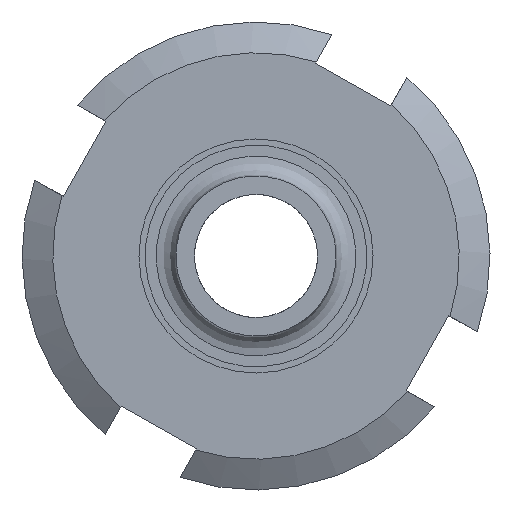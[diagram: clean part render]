
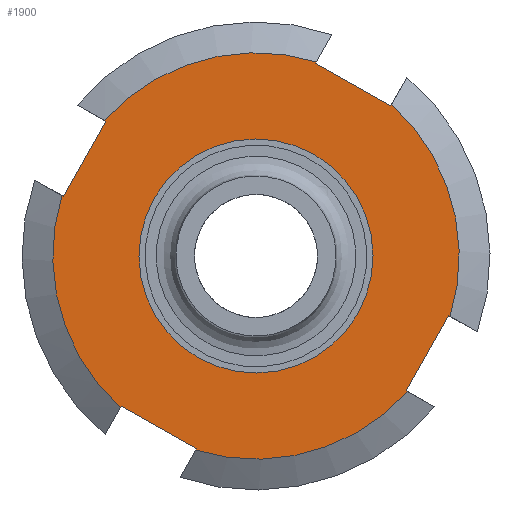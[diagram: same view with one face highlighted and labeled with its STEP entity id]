
A CAD part, left-side view. The second image highlights one B-rep face of the part: STEP entity #1900.
In plain terms, the highlighted face is planar.
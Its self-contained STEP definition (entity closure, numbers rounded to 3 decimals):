
#836=CARTESIAN_POINT('',(0.0,3.5,-16.));
#837=VERTEX_POINT('',#836);
#838=CARTESIAN_POINT('',(0.0,3.5,-16.125));
#839=VERTEX_POINT('',#838);
#840=CARTESIAN_POINT('',(0.0,3.5,-16.));
#841=DIRECTION('',(0.0,0.0,-1.0));
#842=VECTOR('',#841,0.125);
#843=LINE('',#840,#842);
#844=EDGE_CURVE('',#837,#839,#843,.T.);
#906=CARTESIAN_POINT('',(0.0,-3.5,-16.125));
#907=VERTEX_POINT('',#906);
#908=CARTESIAN_POINT('',(0.0,-3.5,-16.));
#909=VERTEX_POINT('',#908);
#910=CARTESIAN_POINT('',(0.0,-3.5,-16.125));
#911=DIRECTION('',(0.0,0.0,1.0));
#912=VECTOR('',#911,0.125);
#913=LINE('',#910,#912);
#914=EDGE_CURVE('',#907,#909,#913,.T.);
#976=CARTESIAN_POINT('',(0.0,-3.5,-16.));
#977=DIRECTION('',(0.0,1.0,0.0));
#978=VECTOR('',#977,7.0);
#979=LINE('',#976,#978);
#980=EDGE_CURVE('',#909,#837,#979,.T.);
#998=CARTESIAN_POINT('',(0.0,-16.,-3.5));
#999=VERTEX_POINT('',#998);
#1000=CARTESIAN_POINT('',(0.0,-16.125,-3.5));
#1001=VERTEX_POINT('',#1000);
#1002=CARTESIAN_POINT('',(0.0,-16.,-3.5));
#1003=DIRECTION('',(0.0,-1.0,0.0));
#1004=VECTOR('',#1003,0.125);
#1005=LINE('',#1002,#1004);
#1006=EDGE_CURVE('',#999,#1001,#1005,.T.);
#1068=CARTESIAN_POINT('',(0.0,-16.125,3.5));
#1069=VERTEX_POINT('',#1068);
#1070=CARTESIAN_POINT('',(0.0,-16.,3.5));
#1071=VERTEX_POINT('',#1070);
#1072=CARTESIAN_POINT('',(0.0,-16.125,3.5));
#1073=DIRECTION('',(0.0,1.0,0.0));
#1074=VECTOR('',#1073,0.125);
#1075=LINE('',#1072,#1074);
#1076=EDGE_CURVE('',#1069,#1071,#1075,.T.);
#1138=CARTESIAN_POINT('',(0.0,-16.,3.5));
#1139=DIRECTION('',(0.0,0.0,-1.0));
#1140=VECTOR('',#1139,7.);
#1141=LINE('',#1138,#1140);
#1142=EDGE_CURVE('',#1071,#999,#1141,.T.);
#1160=CARTESIAN_POINT('',(0.0,-3.5,16.));
#1161=VERTEX_POINT('',#1160);
#1162=CARTESIAN_POINT('',(0.0,-3.5,16.125));
#1163=VERTEX_POINT('',#1162);
#1164=CARTESIAN_POINT('',(0.0,-3.5,16.));
#1165=DIRECTION('',(0.0,0.0,1.0));
#1166=VECTOR('',#1165,0.125);
#1167=LINE('',#1164,#1166);
#1168=EDGE_CURVE('',#1161,#1163,#1167,.T.);
#1230=CARTESIAN_POINT('',(0.0,3.5,16.125));
#1231=VERTEX_POINT('',#1230);
#1232=CARTESIAN_POINT('',(0.0,3.5,16.));
#1233=VERTEX_POINT('',#1232);
#1234=CARTESIAN_POINT('',(0.0,3.5,16.125));
#1235=DIRECTION('',(0.0,0.0,-1.0));
#1236=VECTOR('',#1235,0.125);
#1237=LINE('',#1234,#1236);
#1238=EDGE_CURVE('',#1231,#1233,#1237,.T.);
#1300=CARTESIAN_POINT('',(0.0,3.5,16.));
#1301=DIRECTION('',(0.0,-1.0,0.0));
#1302=VECTOR('',#1301,7.0);
#1303=LINE('',#1300,#1302);
#1304=EDGE_CURVE('',#1233,#1161,#1303,.T.);
#1323=CARTESIAN_POINT('',(0.0,16.125,3.5));
#1324=VERTEX_POINT('',#1323);
#1325=CARTESIAN_POINT('',(0.0,0.0,0.0));
#1326=DIRECTION('',(1.0,0.0,0.0));
#1327=DIRECTION('',(0.0,1.0,0.0));
#1328=AXIS2_PLACEMENT_3D('',#1325,#1326,#1327);
#1329=CIRCLE('',#1328,16.5);
#1330=EDGE_CURVE('',#1324,#1231,#1329,.T.);
#1363=CARTESIAN_POINT('',(0.0,0.0,0.0));
#1364=DIRECTION('',(1.0,0.0,0.0));
#1365=DIRECTION('',(0.0,1.0,0.0));
#1366=AXIS2_PLACEMENT_3D('',#1363,#1364,#1365);
#1367=CIRCLE('',#1366,16.5);
#1368=EDGE_CURVE('',#1163,#1069,#1367,.T.);
#1387=CARTESIAN_POINT('',(0.0,0.0,0.0));
#1388=DIRECTION('',(1.0,0.0,0.0));
#1389=DIRECTION('',(0.0,1.0,0.0));
#1390=AXIS2_PLACEMENT_3D('',#1387,#1388,#1389);
#1391=CIRCLE('',#1390,16.5);
#1392=EDGE_CURVE('',#1001,#907,#1391,.T.);
#1420=CARTESIAN_POINT('',(0.0,16.125,-3.5));
#1421=VERTEX_POINT('',#1420);
#1435=CARTESIAN_POINT('',(0.0,0.0,0.0));
#1436=DIRECTION('',(1.0,0.0,0.0));
#1437=DIRECTION('',(0.0,1.0,0.0));
#1438=AXIS2_PLACEMENT_3D('',#1435,#1436,#1437);
#1439=CIRCLE('',#1438,16.5);
#1440=EDGE_CURVE('',#839,#1421,#1439,.T.);
#1690=CARTESIAN_POINT('',(0.0,16.,3.5));
#1691=VERTEX_POINT('',#1690);
#1692=CARTESIAN_POINT('',(0.0,16.,3.5));
#1693=DIRECTION('',(0.0,1.0,0.0));
#1694=VECTOR('',#1693,0.125);
#1695=LINE('',#1692,#1694);
#1696=EDGE_CURVE('',#1691,#1324,#1695,.T.);
#1716=CARTESIAN_POINT('',(0.0,16.,-3.5));
#1717=VERTEX_POINT('',#1716);
#1718=CARTESIAN_POINT('',(0.0,16.125,-3.5));
#1719=DIRECTION('',(0.0,-1.0,0.0));
#1720=VECTOR('',#1719,0.125);
#1721=LINE('',#1718,#1720);
#1722=EDGE_CURVE('',#1421,#1717,#1721,.T.);
#1742=CARTESIAN_POINT('',(0.0,16.,-3.5));
#1743=DIRECTION('',(0.0,0.0,1.0));
#1744=VECTOR('',#1743,7.0);
#1745=LINE('',#1742,#1744);
#1746=EDGE_CURVE('',#1717,#1691,#1745,.T.);
#1770=CARTESIAN_POINT('',(0.0,9.5,0.0));
#1771=VERTEX_POINT('',#1770);
#1772=CARTESIAN_POINT('',(0.0,0.0,0.0));
#1773=DIRECTION('',(1.0,0.0,0.0));
#1774=DIRECTION('',(0.0,1.0,0.0));
#1775=AXIS2_PLACEMENT_3D('',#1772,#1773,#1774);
#1776=CIRCLE('',#1775,9.5);
#1777=EDGE_CURVE('',#1771,#1771,#1776,.T.);
#1874=CARTESIAN_POINT('',(0.0,13.,0.0));
#1875=DIRECTION('',(1.0,0.0,0.0));
#1876=DIRECTION('',(0.0,0.0,-1.0));
#1877=AXIS2_PLACEMENT_3D('',#1874,#1875,#1876);
#1878=PLANE('',#1877);
#1879=ORIENTED_EDGE('',*,*,#844,.T.);
#1880=ORIENTED_EDGE('',*,*,#1440,.T.);
#1881=ORIENTED_EDGE('',*,*,#1722,.T.);
#1882=ORIENTED_EDGE('',*,*,#1746,.T.);
#1883=ORIENTED_EDGE('',*,*,#1696,.T.);
#1884=ORIENTED_EDGE('',*,*,#1330,.T.);
#1885=ORIENTED_EDGE('',*,*,#1238,.T.);
#1886=ORIENTED_EDGE('',*,*,#1304,.T.);
#1887=ORIENTED_EDGE('',*,*,#1168,.T.);
#1888=ORIENTED_EDGE('',*,*,#1368,.T.);
#1889=ORIENTED_EDGE('',*,*,#1076,.T.);
#1890=ORIENTED_EDGE('',*,*,#1142,.T.);
#1891=ORIENTED_EDGE('',*,*,#1006,.T.);
#1892=ORIENTED_EDGE('',*,*,#1392,.T.);
#1893=ORIENTED_EDGE('',*,*,#914,.T.);
#1894=ORIENTED_EDGE('',*,*,#980,.T.);
#1895=EDGE_LOOP('',(#1879,#1880,#1881,#1882,#1883,#1884,#1885,#1886,#1887,#1888,#1889,#1890,#1891,#1892,#1893,#1894));
#1896=FACE_OUTER_BOUND('',#1895,.T.);
#1897=ORIENTED_EDGE('',*,*,#1777,.F.);
#1898=EDGE_LOOP('',(#1897));
#1899=FACE_BOUND('',#1898,.T.);
#1900=ADVANCED_FACE('',(#1896,#1899),#1878,.T.);
